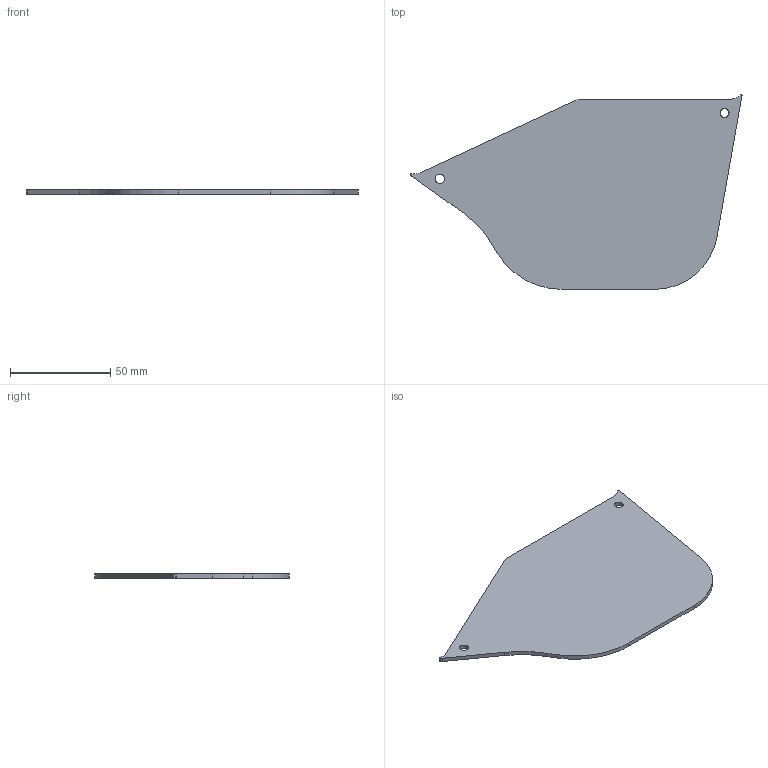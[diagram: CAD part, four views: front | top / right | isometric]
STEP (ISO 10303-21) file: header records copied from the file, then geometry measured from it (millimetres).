
FILE_DESCRIPTION (( 'STEP AP214' ), '1' );
FILE_NAME ('ErgoDox, Full Hand, Spacer #2.STEP', '2017-03-23T16:13:38', ( 'bmuzzin' ), ( '' ), 'SwSTEP 2.0', 'SolidWorks 2015', '' );
FILE_SCHEMA (( 'AUTOMOTIVE_DESIGN' ));
Length unit declared in the file: millimetre
Products named in the file (1): ErgoDox, Full Hand, Spacer #2
Bounding box: 165.79 x 97.27 x 2 mm (x, y, z)
Volume: 22348.6 mm3; surface area: 23276.1 mm2
Topology: 1 solids, 1 shells, 19 faces, 51 edges, 34 vertices
Faces by surface type: cylinder 11, plane 8
Full cylindrical faces by diameter (mm): 4.496 x2
Entity records: 639 total; most frequent: DIRECTION 111, CARTESIAN_POINT 103, ORIENTED_EDGE 98, EDGE_CURVE 49, AXIS2_PLACEMENT_3D 42, VERTEX_POINT 34, VECTOR 27, LINE 27
